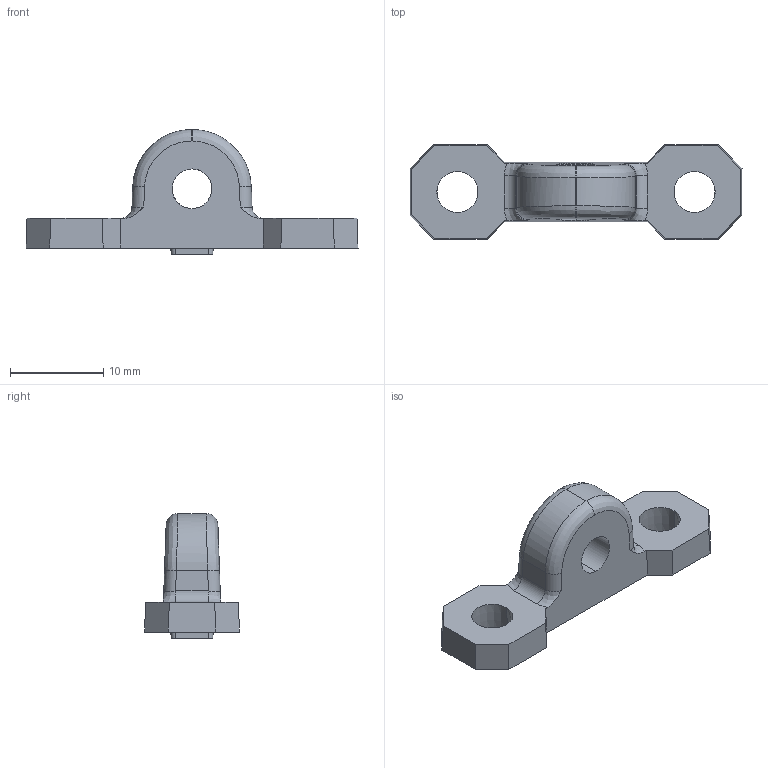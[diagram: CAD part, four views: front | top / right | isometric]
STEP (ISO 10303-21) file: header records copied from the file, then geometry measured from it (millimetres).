
FILE_DESCRIPTION (( 'STEP AP203' ), '1' );
FILE_NAME ('BEARING-BLOCK.STEP', '2007-08-25T20:08:56', ( 'Innovation First, Inc.' ), ( 'Innovation First, Inc.' ), 'SwSTEP 2.0', 'SolidWorks 2006052', '' );
FILE_SCHEMA (( 'CONFIG_CONTROL_DESIGN' ));
Length unit declared in the file: inch
Products named in the file (1): BEARING-BLOCK
Bounding box: 35.56 x 10.16 x 13.39 mm (x, y, z)
Volume: 1306.2 mm3; surface area: 1171.7 mm2
Topology: 1 solids, 1 shells, 55 faces, 144 edges, 92 vertices
Faces by surface type: plane 27, cylinder 16, bspline 8, cone 4
Entity records: 2749 total; most frequent: CARTESIAN_POINT 1424, ORIENTED_EDGE 288, DIRECTION 204, EDGE_CURVE 144, VECTOR 92, LINE 92, VERTEX_POINT 92, EDGE_LOOP 62
